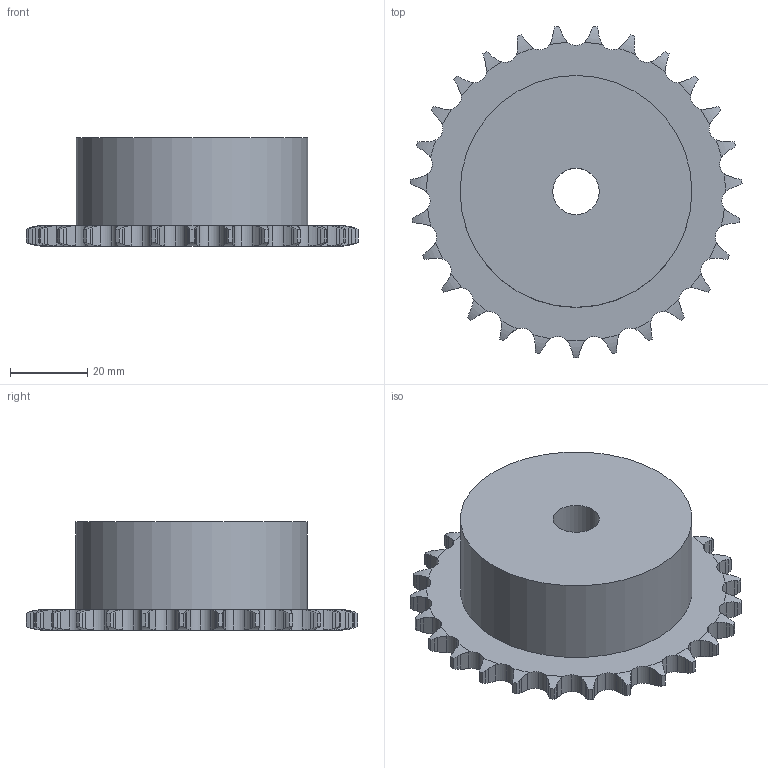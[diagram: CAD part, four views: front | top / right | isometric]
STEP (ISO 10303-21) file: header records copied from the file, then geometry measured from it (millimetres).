
FILE_DESCRIPTION(('FreeCAD Model'),'2;1');
FILE_NAME('Open CASCADE Shape Model','2021-05-16T10:09:33',('FreeCAD'),( 'FreeCAD'),'Open CASCADE STEP processor 7.4','FreeCAD','Unknown');
FILE_SCHEMA(('AUTOMOTIVE_DESIGN { 1 0 10303 214 1 1 1 1 }'));
Length unit declared in the file: millimetre
Products named in the file (1): Open CASCADE STEP translator 7.4 20
Bounding box: 85.91 x 85.77 x 28 mm (x, y, z)
Volume: 87034.3 mm3; surface area: 16968.6 mm2
Topology: 1 solids, 1 shells, 305 faces, 904 edges, 603 vertices
Faces by surface type: cylinder 191, plane 58, torus 56
Full cylindrical faces by diameter (mm): 12 x1, 60 x1
Entity records: 27188 total; most frequent: CARTESIAN_POINT 11931, DIRECTION 2082, ORIENTED_EDGE 1808, PCURVE 1808, DEFINITIONAL_REPRESENTATION 1808, B_SPLINE_CURVE_WITH_KNOTS 1302, LINE 1015, VECTOR 1015
